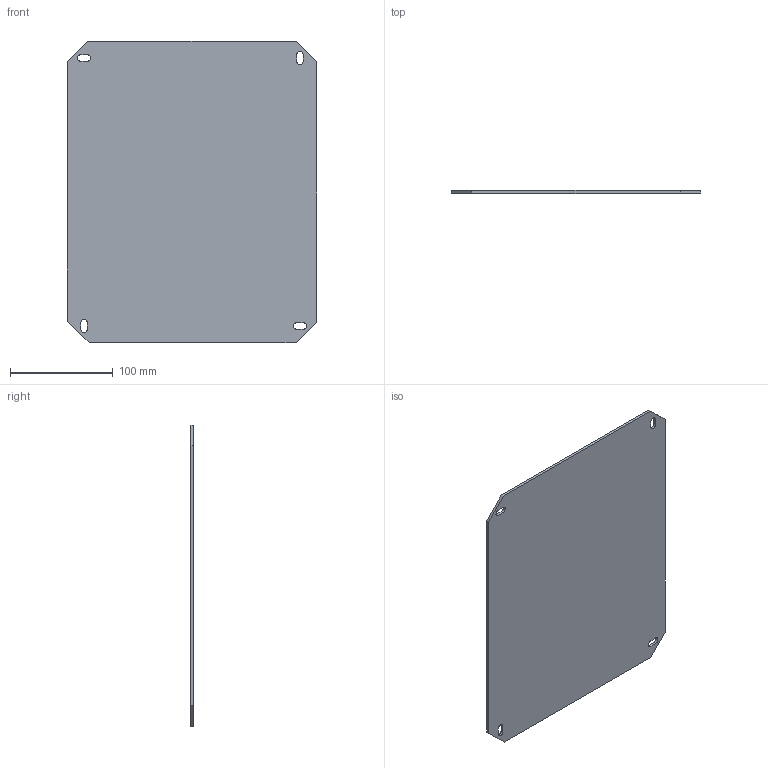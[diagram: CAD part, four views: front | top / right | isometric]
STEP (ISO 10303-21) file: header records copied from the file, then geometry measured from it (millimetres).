
FILE_DESCRIPTION (( 'STEP AP214' ), '1' );
FILE_NAME ('HGX-NPLATE39_3D.step', '2023-10-30T18:44:35', ( '' ), ( '' ), 'SwSTEP 2.0', 'SolidWorks 2022', '' );
FILE_SCHEMA (( 'AUTOMOTIVE_DESIGN' ));
Length unit declared in the file: inch
Products named in the file (1): HGX-NPLATE39_3D
Bounding box: 242.28 x 2.54 x 293.08 mm (x, y, z)
Volume: 177511 mm3; surface area: 142702.4 mm2
Topology: 1 solids, 1 shells, 28 faces, 78 edges, 52 vertices
Faces by surface type: plane 18, cylinder 10
Entity records: 958 total; most frequent: CARTESIAN_POINT 159, ORIENTED_EDGE 156, DIRECTION 156, EDGE_CURVE 78, LINE 58, VECTOR 58, VERTEX_POINT 52, AXIS2_PLACEMENT_3D 49
